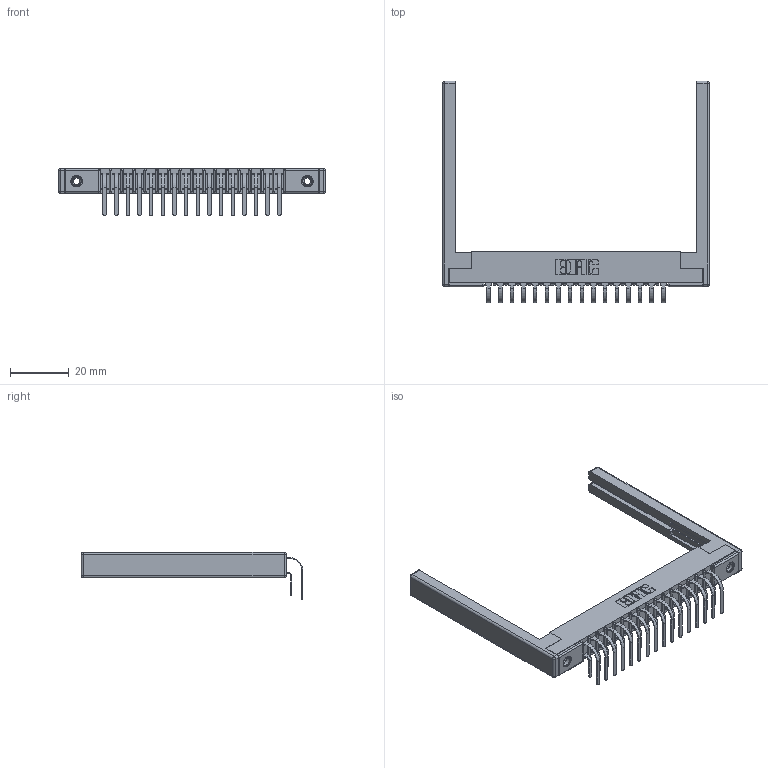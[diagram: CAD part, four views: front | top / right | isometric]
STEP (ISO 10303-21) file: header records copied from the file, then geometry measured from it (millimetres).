
FILE_DESCRIPTION (( 'STEP AP203' ), '1' );
FILE_NAME ('357-032-559-268.STEP', '2022-07-08T23:42:43', ( '' ), ( '' ), 'SwSTEP 2.0', 'SolidWorks 2020', '' );
FILE_SCHEMA (( 'CONFIG_CONTROL_DESIGN' ));
Length unit declared in the file: inch
Products named in the file (6): 345-250-001_345-250-001-102; 357-032-559-268; 307-290-001_558 559 - 1 (Single); 307-290-001_559 - 2 (Single); 307 Part_.156 Dia Mounting Holes; 307-220-068
Assembly tree (37 placements, depth 2):
  357-032-559-268
    307 Part_.156 Dia Mounting Holes
    307-290-001_558 559 - 1 (Single)  x16
    307-290-001_559 - 2 (Single)  x16
    307-220-068  x2
    345-250-001_345-250-001-102  x2
Bounding box: 90.83 x 75.48 x 16.08 mm (x, y, z)
Volume: 10623.8 mm3; surface area: 15108.1 mm2
Topology: 37 solids, 37 shells, 1889 faces, 5257 edges, 3394 vertices
Faces by surface type: plane 1214, cylinder 617, sphere 42, cone 12, torus 4
Entity records: 21640 total; most frequent: CARTESIAN_POINT 3527, ORIENTED_EDGE 3484, DIRECTION 3480, EDGE_CURVE 1742, VECTOR 1322, LINE 1322, VERTEX_POINT 1126, AXIS2_PLACEMENT_3D 1079
